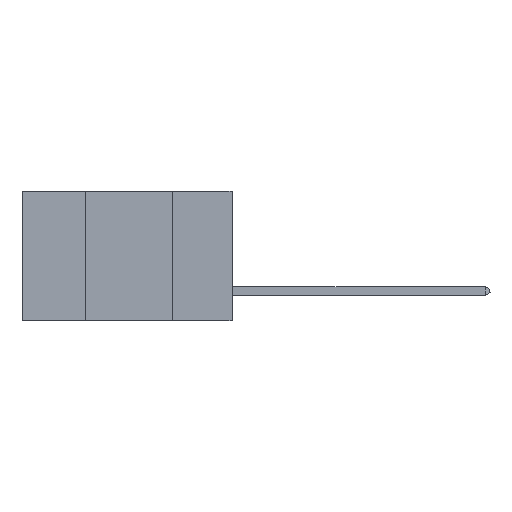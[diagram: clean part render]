
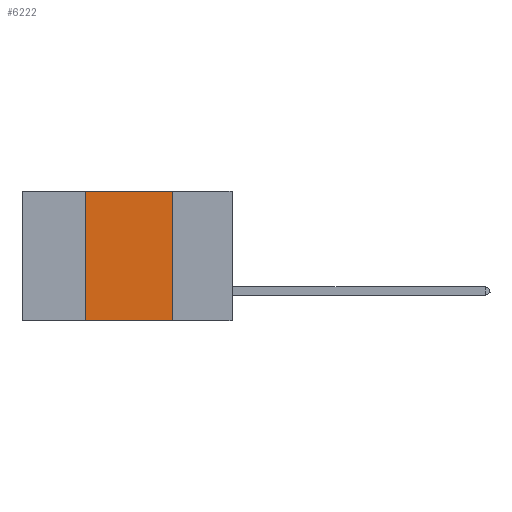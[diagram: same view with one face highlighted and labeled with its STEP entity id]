
A CAD part, left-side view. The second image highlights one B-rep face of the part: STEP entity #6222.
In plain terms, the highlighted planar face has unit normal (-1, 0, 0).
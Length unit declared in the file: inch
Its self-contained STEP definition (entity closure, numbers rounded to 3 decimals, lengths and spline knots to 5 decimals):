
#346 = ORIENTED_EDGE ( 'NONE', *, *, #4501, .F. ) ;
#506 = ORIENTED_EDGE ( 'NONE', *, *, #4290, .T. ) ;
#915 = DIRECTION ( 'NONE',  ( 0., 0., -1. ) ) ;
#1095 = EDGE_CURVE ( 'NONE', #1785, #2493, #10035, .T. ) ;
#1221 = LINE ( 'NONE', #8569, #11247 ) ;
#1501 = LINE ( 'NONE', #5982, #3051 ) ;
#1785 = VERTEX_POINT ( 'NONE', #8291 ) ;
#2493 = VERTEX_POINT ( 'NONE', #7828 ) ;
#2626 = EDGE_CURVE ( 'NONE', #2493, #6874, #5332, .T. ) ;
#2951 = VECTOR ( 'NONE', #6915, 39.37008 ) ;
#3051 = VECTOR ( 'NONE', #10357, 39.37008 ) ;
#3193 = ORIENTED_EDGE ( 'NONE', *, *, #2626, .F. ) ;
#3570 = DIRECTION ( 'NONE',  ( 0., 0., 1. ) ) ;
#3622 = CARTESIAN_POINT ( 'NONE',  ( 0., 0.6, 0. ) ) ;
#4290 = EDGE_CURVE ( 'NONE', #1785, #10448, #1221, .T. ) ;
#4501 = EDGE_CURVE ( 'NONE', #6874, #10448, #1501, .T. ) ;
#4787 = CARTESIAN_POINT ( 'NONE',  ( 0., 0.17, -0.37 ) ) ;
#4977 = DIRECTION ( 'NONE',  ( 0., -1., 0. ) ) ;
#5332 = LINE ( 'NONE', #11438, #2951 ) ;
#5982 = CARTESIAN_POINT ( 'NONE',  ( 0., 0.17, 0. ) ) ;
#6218 = CARTESIAN_POINT ( 'NONE',  ( 0., 0.17, 0. ) ) ;
#6222 = ADVANCED_FACE ( 'NONE', ( #10194 ), #8982, .F. ) ;
#6874 = VERTEX_POINT ( 'NONE', #6218 ) ;
#6915 = DIRECTION ( 'NONE',  ( 0., -1., 0. ) ) ;
#7182 = AXIS2_PLACEMENT_3D ( 'NONE', #3622, #9919, #915 ) ;
#7333 = VECTOR ( 'NONE', #3570, 39.37008 ) ;
#7443 = EDGE_LOOP ( 'NONE', ( #346, #3193, #9865, #506 ) ) ;
#7828 = CARTESIAN_POINT ( 'NONE',  ( 0., 0.42, 0. ) ) ;
#8291 = CARTESIAN_POINT ( 'NONE',  ( 0., 0.42, -0.37 ) ) ;
#8569 = CARTESIAN_POINT ( 'NONE',  ( 0., 0.6, -0.37 ) ) ;
#8982 = PLANE ( 'NONE',  #7182 ) ;
#9865 = ORIENTED_EDGE ( 'NONE', *, *, #1095, .F. ) ;
#9919 = DIRECTION ( 'NONE',  ( 1., 0., 0. ) ) ;
#10035 = LINE ( 'NONE', #10694, #7333 ) ;
#10194 = FACE_OUTER_BOUND ( 'NONE', #7443, .T. ) ;
#10357 = DIRECTION ( 'NONE',  ( 0., 0., -1. ) ) ;
#10448 = VERTEX_POINT ( 'NONE', #4787 ) ;
#10694 = CARTESIAN_POINT ( 'NONE',  ( 0., 0.42, 0. ) ) ;
#11247 = VECTOR ( 'NONE', #4977, 39.37008 ) ;
#11438 = CARTESIAN_POINT ( 'NONE',  ( 0., 0.6, 0. ) ) ;
